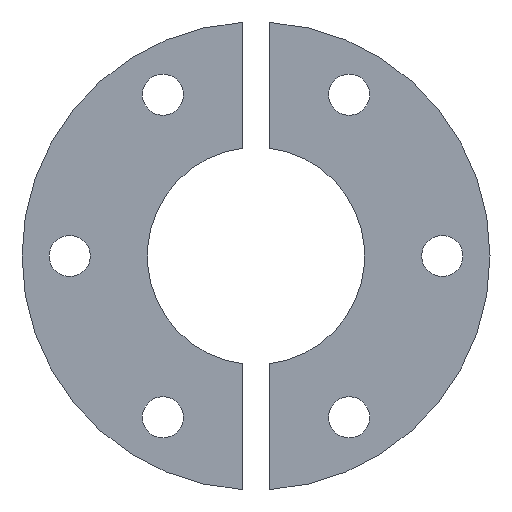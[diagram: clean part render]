
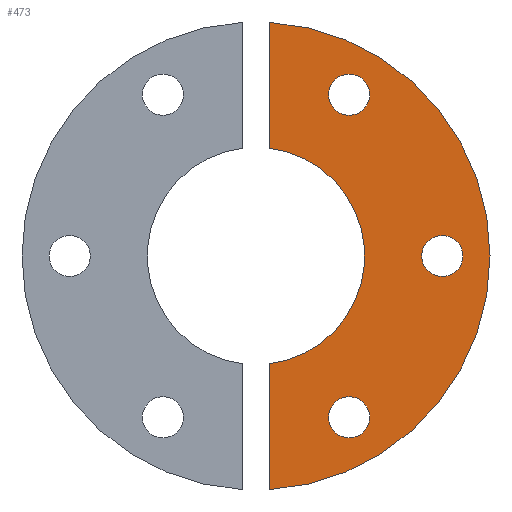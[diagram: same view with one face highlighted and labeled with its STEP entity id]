
A CAD part, front view. The second image highlights one B-rep face of the part: STEP entity #473.
In plain terms, the highlighted planar face has unit normal (0, -1, 0).
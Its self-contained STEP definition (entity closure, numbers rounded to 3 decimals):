
#1 = DIRECTION ( 'NONE',  ( 0., -1., 0. ) ) ;
#5 = CARTESIAN_POINT ( 'NONE',  ( 1.75, -9.2, -30.099 ) ) ;
#9 = CARTESIAN_POINT ( 'NONE',  ( 1.75, -9.2, -13.89 ) ) ;
#17 = CIRCLE ( 'NONE', #315, 2.65 ) ;
#37 = CARTESIAN_POINT ( 'NONE',  ( 0., -9.2, 0. ) ) ;
#42 = EDGE_CURVE ( 'NONE', #660, #106, #99, .T. ) ;
#44 = EDGE_LOOP ( 'NONE', ( #167 ) ) ;
#48 = CARTESIAN_POINT ( 'NONE',  ( 0., -9.2, 0. ) ) ;
#49 = ORIENTED_EDGE ( 'NONE', *, *, #595, .F. ) ;
#53 = AXIS2_PLACEMENT_3D ( 'NONE', #48, #698, #288 ) ;
#99 = CIRCLE ( 'NONE', #853, 14. ) ;
#106 = VERTEX_POINT ( 'NONE', #144 ) ;
#121 = DIRECTION ( 'NONE',  ( 0., 0., -1. ) ) ;
#127 = VECTOR ( 'NONE', #194, 1000. ) ;
#144 = CARTESIAN_POINT ( 'NONE',  ( 1.75, -9.2, 13.89 ) ) ;
#163 = ORIENTED_EDGE ( 'NONE', *, *, #42, .F. ) ;
#167 = ORIENTED_EDGE ( 'NONE', *, *, #212, .F. ) ;
#189 = CARTESIAN_POINT ( 'NONE',  ( 12., -9.2, 18.135 ) ) ;
#194 = DIRECTION ( 'NONE',  ( 0., 0., 1. ) ) ;
#212 = EDGE_CURVE ( 'NONE', #365, #365, #17, .T. ) ;
#228 = ORIENTED_EDGE ( 'NONE', *, *, #692, .F. ) ;
#230 = CARTESIAN_POINT ( 'NONE',  ( 0., -9.2, 0. ) ) ;
#250 = LINE ( 'NONE', #5, #558 ) ;
#256 = VERTEX_POINT ( 'NONE', #189 ) ;
#268 = FACE_BOUND ( 'NONE', #875, .T. ) ;
#283 = CIRCLE ( 'NONE', #567, 2.65 ) ;
#288 = DIRECTION ( 'NONE',  ( 0., 0., 1. ) ) ;
#303 = DIRECTION ( 'NONE',  ( 0., 1., 0. ) ) ;
#315 = AXIS2_PLACEMENT_3D ( 'NONE', #760, #1009, #121 ) ;
#342 = ORIENTED_EDGE ( 'NONE', *, *, #1003, .F. ) ;
#346 = FACE_BOUND ( 'NONE', #615, .T. ) ;
#363 = CARTESIAN_POINT ( 'NONE',  ( 12., -9.2, -23.435 ) ) ;
#365 = VERTEX_POINT ( 'NONE', #363 ) ;
#411 = LINE ( 'NONE', #681, #127 ) ;
#421 = DIRECTION ( 'NONE',  ( 0., 0., 1. ) ) ;
#424 = EDGE_LOOP ( 'NONE', ( #342, #163, #49, #228 ) ) ;
#459 = CIRCLE ( 'NONE', #53, 30.15 ) ;
#468 = CIRCLE ( 'NONE', #982, 2.65 ) ;
#473 = ADVANCED_FACE ( 'NONE', ( #346, #268, #884, #499 ), #860, .F. ) ;
#479 = DIRECTION ( 'NONE',  ( 0., 0., 1. ) ) ;
#499 = FACE_OUTER_BOUND ( 'NONE', #424, .T. ) ;
#539 = VERTEX_POINT ( 'NONE', #688 ) ;
#557 = AXIS2_PLACEMENT_3D ( 'NONE', #37, #303, #479 ) ;
#558 = VECTOR ( 'NONE', #421, 1000. ) ;
#567 = AXIS2_PLACEMENT_3D ( 'NONE', #587, #1, #900 ) ;
#587 = CARTESIAN_POINT ( 'NONE',  ( 24., -9.2, 0. ) ) ;
#595 = EDGE_CURVE ( 'NONE', #896, #660, #411, .T. ) ;
#603 = ORIENTED_EDGE ( 'NONE', *, *, #920, .F. ) ;
#615 = EDGE_LOOP ( 'NONE', ( #620 ) ) ;
#620 = ORIENTED_EDGE ( 'NONE', *, *, #833, .F. ) ;
#638 = DIRECTION ( 'NONE',  ( 0., -1., 0. ) ) ;
#660 = VERTEX_POINT ( 'NONE', #9 ) ;
#681 = CARTESIAN_POINT ( 'NONE',  ( 1.75, -9.2, -30.099 ) ) ;
#688 = CARTESIAN_POINT ( 'NONE',  ( 24., -9.2, -2.65 ) ) ;
#692 = EDGE_CURVE ( 'NONE', #819, #896, #459, .T. ) ;
#698 = DIRECTION ( 'NONE',  ( 0., 1., 0. ) ) ;
#718 = DIRECTION ( 'NONE',  ( 0., -1., 0. ) ) ;
#719 = DIRECTION ( 'NONE',  ( 0., 0., -1. ) ) ;
#735 = CARTESIAN_POINT ( 'NONE',  ( 1.75, -9.2, 30.099 ) ) ;
#760 = CARTESIAN_POINT ( 'NONE',  ( 12., -9.2, -20.785 ) ) ;
#814 = CARTESIAN_POINT ( 'NONE',  ( 12., -9.2, 20.785 ) ) ;
#819 = VERTEX_POINT ( 'NONE', #735 ) ;
#833 = EDGE_CURVE ( 'NONE', #256, #256, #468, .T. ) ;
#853 = AXIS2_PLACEMENT_3D ( 'NONE', #230, #718, #1033 ) ;
#860 = PLANE ( 'NONE',  #557 ) ;
#875 = EDGE_LOOP ( 'NONE', ( #603 ) ) ;
#881 = CARTESIAN_POINT ( 'NONE',  ( 1.75, -9.2, -30.099 ) ) ;
#884 = FACE_BOUND ( 'NONE', #44, .T. ) ;
#896 = VERTEX_POINT ( 'NONE', #881 ) ;
#900 = DIRECTION ( 'NONE',  ( 0., 0., -1. ) ) ;
#920 = EDGE_CURVE ( 'NONE', #539, #539, #283, .T. ) ;
#982 = AXIS2_PLACEMENT_3D ( 'NONE', #814, #638, #719 ) ;
#1003 = EDGE_CURVE ( 'NONE', #106, #819, #250, .T. ) ;
#1009 = DIRECTION ( 'NONE',  ( 0., -1., 0. ) ) ;
#1033 = DIRECTION ( 'NONE',  ( 0., 0., -1. ) ) ;
